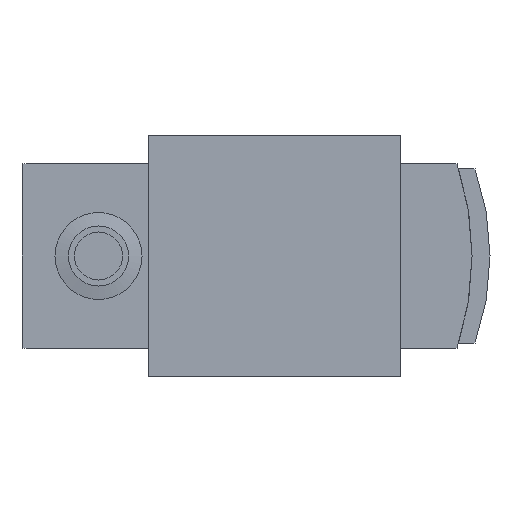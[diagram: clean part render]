
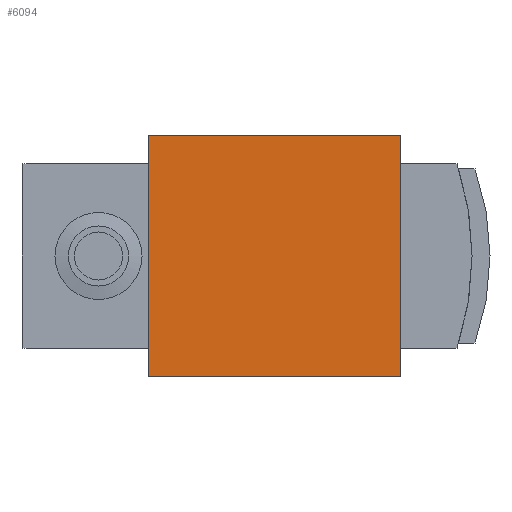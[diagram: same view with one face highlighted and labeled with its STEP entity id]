
A CAD part, front view. The second image highlights one B-rep face of the part: STEP entity #6094.
In plain terms, the highlighted planar face has unit normal (0, -1, 0).
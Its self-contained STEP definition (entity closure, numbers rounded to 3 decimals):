
#105=PLANE('',#6427);
#282=LINE('',#8078,#781);
#291=LINE('',#8097,#790);
#416=LINE('',#8423,#915);
#456=LINE('',#8532,#955);
#781=VECTOR('',#6763,1000.);
#790=VECTOR('',#6774,1000.);
#915=VECTOR('',#7013,1000.);
#955=VECTOR('',#7095,1000.);
#1611=ORIENTED_EDGE('',*,*,#2577,.F.);
#1612=ORIENTED_EDGE('',*,*,#2747,.F.);
#1613=ORIENTED_EDGE('',*,*,#2586,.F.);
#1614=ORIENTED_EDGE('',*,*,#2803,.F.);
#2577=EDGE_CURVE('',#3216,#3217,#282,.T.);
#2586=EDGE_CURVE('',#3225,#3226,#291,.T.);
#2747=EDGE_CURVE('',#3226,#3216,#416,.T.);
#2803=EDGE_CURVE('',#3217,#3225,#456,.T.);
#3216=VERTEX_POINT('',#8077);
#3217=VERTEX_POINT('',#8079);
#3225=VERTEX_POINT('',#8096);
#3226=VERTEX_POINT('',#8098);
#3773=EDGE_LOOP('',(#1611,#1612,#1613,#1614));
#4064=FACE_BOUND('',#3773,.T.);
#6094=ADVANCED_FACE('',(#4064),#105,.F.);
#6427=AXIS2_PLACEMENT_3D('',#8608,#7165,#7166);
#6763=DIRECTION('',(0.,0.,1.));
#6774=DIRECTION('',(0.,0.,-1.));
#7013=DIRECTION('',(-1.,0.,0.));
#7095=DIRECTION('',(1.,0.,0.));
#7165=DIRECTION('',(0.,1.,0.));
#7166=DIRECTION('',(0.,0.,1.));
#8077=CARTESIAN_POINT('',(-21.,-31.5,-20.1));
#8078=CARTESIAN_POINT('',(-21.,-31.5,-20.1));
#8079=CARTESIAN_POINT('',(-21.,-31.5,20.1));
#8096=CARTESIAN_POINT('',(21.,-31.5,20.1));
#8097=CARTESIAN_POINT('',(21.,-31.5,20.1));
#8098=CARTESIAN_POINT('',(21.,-31.5,-20.1));
#8423=CARTESIAN_POINT('',(21.,-31.5,-20.1));
#8532=CARTESIAN_POINT('',(-21.,-31.5,20.1));
#8608=CARTESIAN_POINT('',(0.,-31.5,0.));
